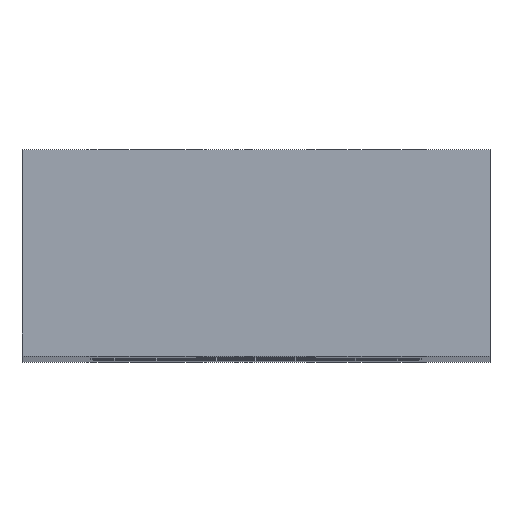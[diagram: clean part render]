
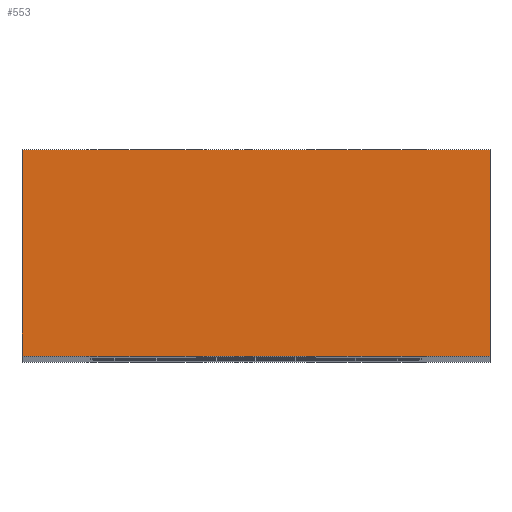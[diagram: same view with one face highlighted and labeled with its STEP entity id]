
A CAD part, top view. The second image highlights one B-rep face of the part: STEP entity #553.
In plain terms, the highlighted planar face has unit normal (0, 0, 1).
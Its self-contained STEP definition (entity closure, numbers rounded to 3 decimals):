
#4 = CARTESIAN_POINT ( 'NONE',  ( 0., 0., 66.25 ) ) ;
#42 = VECTOR ( 'NONE', #61, 1000. ) ;
#61 = DIRECTION ( 'NONE',  ( 1., 0., 0. ) ) ;
#151 = ORIENTED_EDGE ( 'NONE', *, *, #198, .T. ) ;
#160 = VERTEX_POINT ( 'NONE', #812 ) ;
#173 = VERTEX_POINT ( 'NONE', #809 ) ;
#198 = EDGE_CURVE ( 'NONE', #718, #173, #761, .T. ) ;
#231 = EDGE_CURVE ( 'NONE', #160, #718, #371, .T. ) ;
#258 = PLANE ( 'NONE',  #689 ) ;
#290 = VECTOR ( 'NONE', #376, 1000. ) ;
#297 = DIRECTION ( 'NONE',  ( 0., 1., 0. ) ) ;
#317 = LINE ( 'NONE', #515, #290 ) ;
#348 = DIRECTION ( 'NONE',  ( 0., -1., 0. ) ) ;
#361 = FACE_OUTER_BOUND ( 'NONE', #745, .T. ) ;
#362 = VECTOR ( 'NONE', #348, 1000. ) ;
#365 = VERTEX_POINT ( 'NONE', #690 ) ;
#371 = LINE ( 'NONE', #4, #362 ) ;
#376 = DIRECTION ( 'NONE',  ( -1., 0., 0. ) ) ;
#403 = CARTESIAN_POINT ( 'NONE',  ( 0., 0., 66.25 ) ) ;
#407 = ORIENTED_EDGE ( 'NONE', *, *, #834, .T. ) ;
#426 = VECTOR ( 'NONE', #297, 1000. ) ;
#468 = DIRECTION ( 'NONE',  ( 0., 0., -1. ) ) ;
#473 = EDGE_CURVE ( 'NONE', #365, #160, #317, .T. ) ;
#483 = CARTESIAN_POINT ( 'NONE',  ( 0., 0., 66.25 ) ) ;
#515 = CARTESIAN_POINT ( 'NONE',  ( 0., 7.5, 66.25 ) ) ;
#553 = ADVANCED_FACE ( 'NONE', ( #361 ), #258, .F. ) ;
#633 = CARTESIAN_POINT ( 'NONE',  ( 17., 0., 66.25 ) ) ;
#656 = DIRECTION ( 'NONE',  ( -1., 0., 0. ) ) ;
#689 = AXIS2_PLACEMENT_3D ( 'NONE', #403, #468, #656 ) ;
#690 = CARTESIAN_POINT ( 'NONE',  ( 17., 7.5, 66.25 ) ) ;
#718 = VERTEX_POINT ( 'NONE', #822 ) ;
#745 = EDGE_LOOP ( 'NONE', ( #850, #151, #407, #872 ) ) ;
#761 = LINE ( 'NONE', #483, #42 ) ;
#809 = CARTESIAN_POINT ( 'NONE',  ( 17., 0., 66.25 ) ) ;
#812 = CARTESIAN_POINT ( 'NONE',  ( 0., 7.5, 66.25 ) ) ;
#822 = CARTESIAN_POINT ( 'NONE',  ( 0., 0., 66.25 ) ) ;
#834 = EDGE_CURVE ( 'NONE', #173, #365, #855, .T. ) ;
#850 = ORIENTED_EDGE ( 'NONE', *, *, #231, .T. ) ;
#855 = LINE ( 'NONE', #633, #426 ) ;
#872 = ORIENTED_EDGE ( 'NONE', *, *, #473, .T. ) ;
